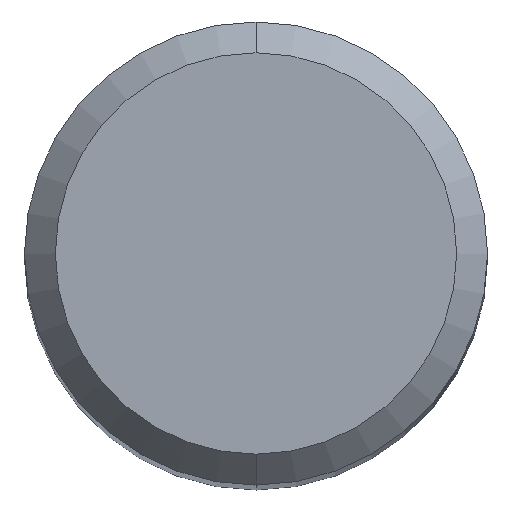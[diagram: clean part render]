
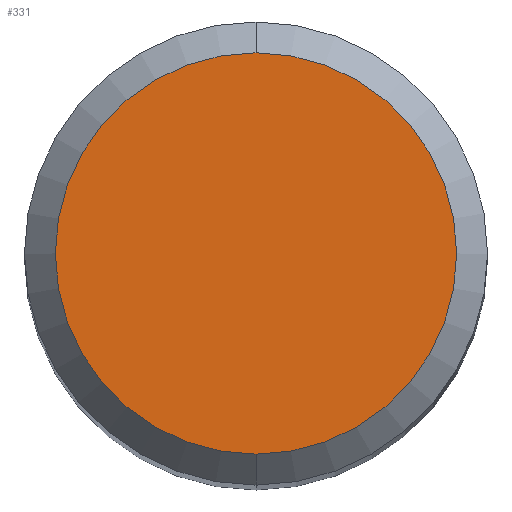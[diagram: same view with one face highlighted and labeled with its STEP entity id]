
A CAD part, top view. The second image highlights one B-rep face of the part: STEP entity #331.
In plain terms, the highlighted planar face has unit normal (0, 0, 1).
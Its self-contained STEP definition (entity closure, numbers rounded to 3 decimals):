
#231=EDGE_CURVE('',#333,#293,#533,.T.);
#267=EDGE_CURVE('',#293,#333,#573,.T.);
#293=VERTEX_POINT('',#600);
#331=ADVANCED_FACE('',(#642),#643,.T.);
#333=VERTEX_POINT('',#645);
#533=CIRCLE('',#927,2.6);
#573=CIRCLE('',#979,2.6);
#600=CARTESIAN_POINT('',(0.0,2.6,0.0));
#642=FACE_OUTER_BOUND('',#1076,.T.);
#643=PLANE('',#1077);
#645=CARTESIAN_POINT('',(0.,-2.6,0.0));
#927=AXIS2_PLACEMENT_3D('',#1460,#1461,#1462);
#979=AXIS2_PLACEMENT_3D('',#1513,#1514,#1515);
#1076=EDGE_LOOP('',(#1589,#1590));
#1077=AXIS2_PLACEMENT_3D('',#1591,#1592,#1593);
#1460=CARTESIAN_POINT('',(0.0,0.0,0.0));
#1461=DIRECTION('',(0.0,0.0,-1.0));
#1462=DIRECTION('',(0.0,1.0,0.0));
#1513=CARTESIAN_POINT('',(0.0,0.0,0.0));
#1514=DIRECTION('',(0.0,0.0,-1.0));
#1515=DIRECTION('',(0.0,1.0,0.0));
#1589=ORIENTED_EDGE('',*,*,#267,.F.);
#1590=ORIENTED_EDGE('',*,*,#231,.F.);
#1591=CARTESIAN_POINT('',(0.0,1.3,0.0));
#1592=DIRECTION('',(-0.0,0.0,1.0));
#1593=DIRECTION('',(0.0,-1.0,0.0));
